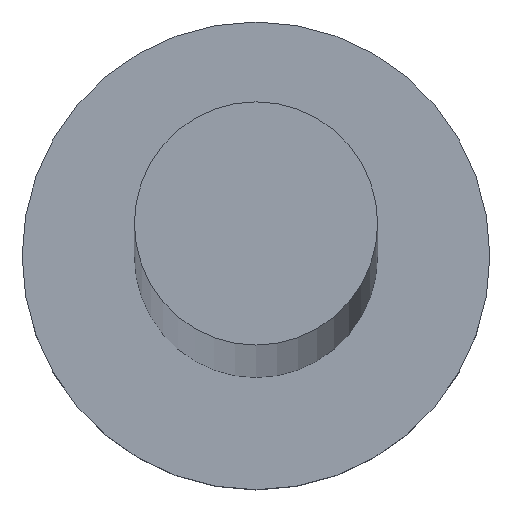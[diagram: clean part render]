
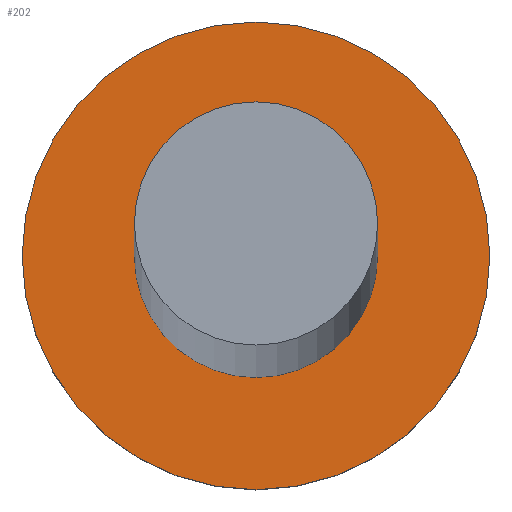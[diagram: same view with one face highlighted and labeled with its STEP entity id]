
A CAD part, top view. The second image highlights one B-rep face of the part: STEP entity #202.
In plain terms, the highlighted planar face has unit normal (0, 0, 1).
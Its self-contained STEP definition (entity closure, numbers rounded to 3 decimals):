
#6 = CARTESIAN_POINT ( 'NONE',  ( 2.6, 0., 3. ) ) ;
#13 = CARTESIAN_POINT ( 'NONE',  ( -2.6, 0., 3. ) ) ;
#17 = CIRCLE ( 'NONE', #104, 5. ) ;
#21 = CARTESIAN_POINT ( 'NONE',  ( 0., 0., 3. ) ) ;
#30 = EDGE_CURVE ( 'NONE', #197, #114, #245, .T. ) ;
#32 = DIRECTION ( 'NONE',  ( 1., 0., 0. ) ) ;
#49 = EDGE_LOOP ( 'NONE', ( #201, #176 ) ) ;
#50 = DIRECTION ( 'NONE',  ( 1., 0., 0. ) ) ;
#53 = CIRCLE ( 'NONE', #96, 2.6 ) ;
#81 = VERTEX_POINT ( 'NONE', #6 ) ;
#83 = CARTESIAN_POINT ( 'NONE',  ( 0., 0., 3. ) ) ;
#93 = DIRECTION ( 'NONE',  ( 0., 0., 1. ) ) ;
#94 = EDGE_CURVE ( 'NONE', #114, #197, #17, .T. ) ;
#96 = AXIS2_PLACEMENT_3D ( 'NONE', #232, #103, #156 ) ;
#102 = CARTESIAN_POINT ( 'NONE',  ( 5., 0., 3. ) ) ;
#103 = DIRECTION ( 'NONE',  ( 0., 0., 1. ) ) ;
#104 = AXIS2_PLACEMENT_3D ( 'NONE', #246, #248, #143 ) ;
#108 = EDGE_CURVE ( 'NONE', #81, #117, #205, .T. ) ;
#114 = VERTEX_POINT ( 'NONE', #254 ) ;
#117 = VERTEX_POINT ( 'NONE', #13 ) ;
#131 = AXIS2_PLACEMENT_3D ( 'NONE', #217, #138, #144 ) ;
#134 = EDGE_LOOP ( 'NONE', ( #228, #180 ) ) ;
#138 = DIRECTION ( 'NONE',  ( 0., 0., 1. ) ) ;
#143 = DIRECTION ( 'NONE',  ( 1., 0., 0. ) ) ;
#144 = DIRECTION ( 'NONE',  ( 1., 0., 0. ) ) ;
#150 = EDGE_CURVE ( 'NONE', #117, #81, #53, .T. ) ;
#156 = DIRECTION ( 'NONE',  ( 1., 0., 0. ) ) ;
#161 = AXIS2_PLACEMENT_3D ( 'NONE', #83, #198, #50 ) ;
#176 = ORIENTED_EDGE ( 'NONE', *, *, #108, .F. ) ;
#177 = FACE_BOUND ( 'NONE', #49, .T. ) ;
#179 = PLANE ( 'NONE',  #131 ) ;
#180 = ORIENTED_EDGE ( 'NONE', *, *, #30, .T. ) ;
#197 = VERTEX_POINT ( 'NONE', #102 ) ;
#198 = DIRECTION ( 'NONE',  ( 0., 0., 1. ) ) ;
#201 = ORIENTED_EDGE ( 'NONE', *, *, #150, .F. ) ;
#202 = ADVANCED_FACE ( 'NONE', ( #177, #219 ), #179, .T. ) ;
#205 = CIRCLE ( 'NONE', #161, 2.6 ) ;
#217 = CARTESIAN_POINT ( 'NONE',  ( 0., 0., 3. ) ) ;
#219 = FACE_OUTER_BOUND ( 'NONE', #134, .T. ) ;
#228 = ORIENTED_EDGE ( 'NONE', *, *, #94, .T. ) ;
#232 = CARTESIAN_POINT ( 'NONE',  ( 0., 0., 3. ) ) ;
#245 = CIRCLE ( 'NONE', #249, 5. ) ;
#246 = CARTESIAN_POINT ( 'NONE',  ( 0., 0., 3. ) ) ;
#248 = DIRECTION ( 'NONE',  ( 0., 0., 1. ) ) ;
#249 = AXIS2_PLACEMENT_3D ( 'NONE', #21, #93, #32 ) ;
#254 = CARTESIAN_POINT ( 'NONE',  ( -5., 0., 3. ) ) ;
